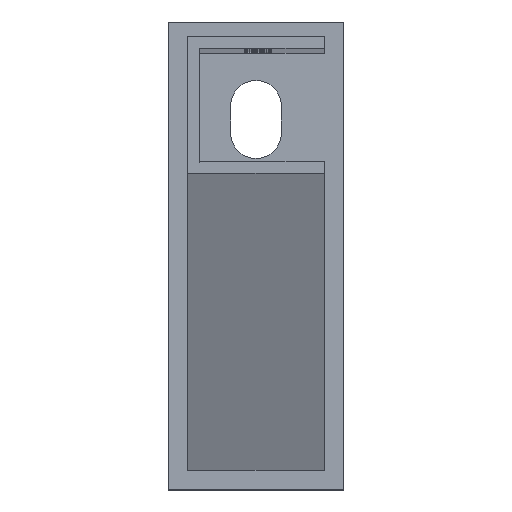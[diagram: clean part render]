
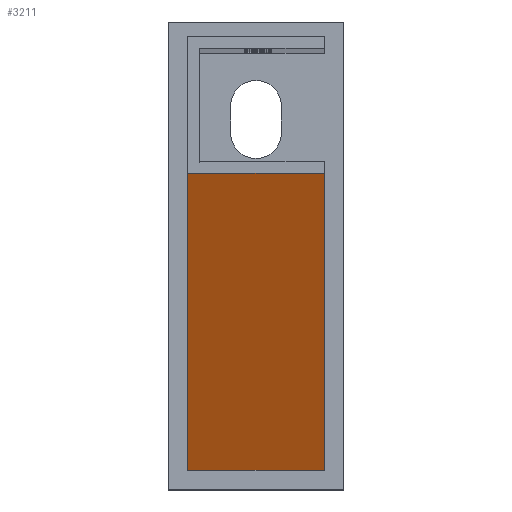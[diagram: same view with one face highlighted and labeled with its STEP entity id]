
A CAD part, top view. The second image highlights one B-rep face of the part: STEP entity #3211.
In plain terms, the highlighted planar face has unit normal (0, -0.995, 0.102).
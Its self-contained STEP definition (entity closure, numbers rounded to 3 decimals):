
#107 = VECTOR ( 'NONE', #3547, 1000. ) ;
#244 = VERTEX_POINT ( 'NONE', #3928 ) ;
#718 = DIRECTION ( 'NONE',  ( 0., -0.102, -0.995 ) ) ;
#782 = VERTEX_POINT ( 'NONE', #2160 ) ;
#817 = VERTEX_POINT ( 'NONE', #1197 ) ;
#956 = LINE ( 'NONE', #3841, #107 ) ;
#1050 = LINE ( 'NONE', #2888, #2339 ) ;
#1089 = VERTEX_POINT ( 'NONE', #2396 ) ;
#1197 = CARTESIAN_POINT ( 'NONE',  ( 5., 80., 736. ) ) ;
#1263 = DIRECTION ( 'NONE',  ( 0., -0.995, 0.102 ) ) ;
#1326 = DIRECTION ( 'NONE',  ( 0., -0.102, -0.995 ) ) ;
#1362 = CARTESIAN_POINT ( 'NONE',  ( 40., 80., 736. ) ) ;
#1544 = CARTESIAN_POINT ( 'NONE',  ( 5., 80., 736. ) ) ;
#1666 = EDGE_CURVE ( 'NONE', #1089, #244, #956, .T. ) ;
#2131 = EDGE_LOOP ( 'NONE', ( #2620, #2698, #3204, #3518 ) ) ;
#2160 = CARTESIAN_POINT ( 'NONE',  ( 40., 80., 736. ) ) ;
#2166 = FACE_OUTER_BOUND ( 'NONE', #2131, .T. ) ;
#2203 = EDGE_CURVE ( 'NONE', #817, #782, #3545, .T. ) ;
#2339 = VECTOR ( 'NONE', #718, 1000. ) ;
#2347 = AXIS2_PLACEMENT_3D ( 'NONE', #3153, #1263, #1326 ) ;
#2396 = CARTESIAN_POINT ( 'NONE',  ( 5., 5., 6. ) ) ;
#2416 = VECTOR ( 'NONE', #3096, 1000. ) ;
#2620 = ORIENTED_EDGE ( 'NONE', *, *, #4031, .T. ) ;
#2679 = DIRECTION ( 'NONE',  ( 1., 0., 0. ) ) ;
#2698 = ORIENTED_EDGE ( 'NONE', *, *, #1666, .T. ) ;
#2888 = CARTESIAN_POINT ( 'NONE',  ( 40., 80., 736. ) ) ;
#3063 = VECTOR ( 'NONE', #2679, 1000. ) ;
#3096 = DIRECTION ( 'NONE',  ( 0., -0.102, -0.995 ) ) ;
#3144 = LINE ( 'NONE', #1544, #2416 ) ;
#3153 = CARTESIAN_POINT ( 'NONE',  ( 0., 4.338, -0.446 ) ) ;
#3204 = ORIENTED_EDGE ( 'NONE', *, *, #3843, .F. ) ;
#3211 = ADVANCED_FACE ( 'NONE', ( #2166 ), #3444, .T. ) ;
#3444 = PLANE ( 'NONE',  #2347 ) ;
#3518 = ORIENTED_EDGE ( 'NONE', *, *, #2203, .F. ) ;
#3545 = LINE ( 'NONE', #1362, #3063 ) ;
#3547 = DIRECTION ( 'NONE',  ( 1., 0., 0. ) ) ;
#3841 = CARTESIAN_POINT ( 'NONE',  ( 5., 5., 6. ) ) ;
#3843 = EDGE_CURVE ( 'NONE', #782, #244, #1050, .T. ) ;
#3928 = CARTESIAN_POINT ( 'NONE',  ( 40., 5., 6. ) ) ;
#4031 = EDGE_CURVE ( 'NONE', #817, #1089, #3144, .T. ) ;
